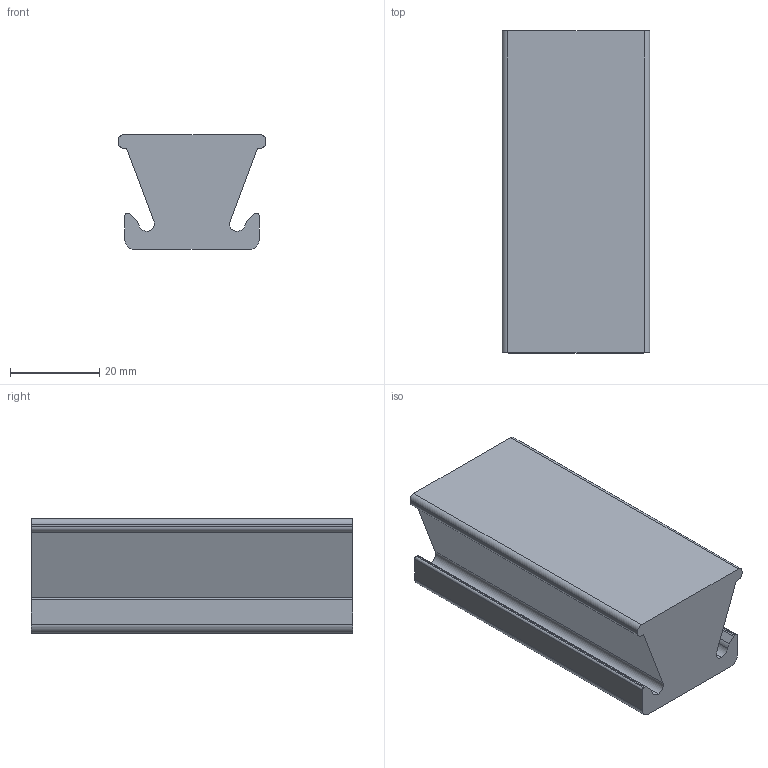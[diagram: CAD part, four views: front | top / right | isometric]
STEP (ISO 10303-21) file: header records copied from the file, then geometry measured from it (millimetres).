
FILE_DESCRIPTION (( 'STEP AP214' ), '1' );
FILE_NAME ('shockbasicformouuldt921.STEP', '2024-01-18T19:41:35', ( '' ), ( '' ), 'SwSTEP 2.0', 'SolidWorks 2020', '' );
FILE_SCHEMA (( 'AUTOMOTIVE_DESIGN' ));
Length unit declared in the file: millimetre
Products named in the file (1): shockbasicformouuldt921
Bounding box: 33 x 72 x 25.6 mm (x, y, z)
Volume: 47165.5 mm3; surface area: 11362.4 mm2
Topology: 1 solids, 1 shells, 32 faces, 90 edges, 60 vertices
Faces by surface type: plane 16, cylinder 16
Entity records: 1080 total; most frequent: DIRECTION 188, CARTESIAN_POINT 183, ORIENTED_EDGE 180, EDGE_CURVE 90, AXIS2_PLACEMENT_3D 65, VERTEX_POINT 60, LINE 58, VECTOR 58
